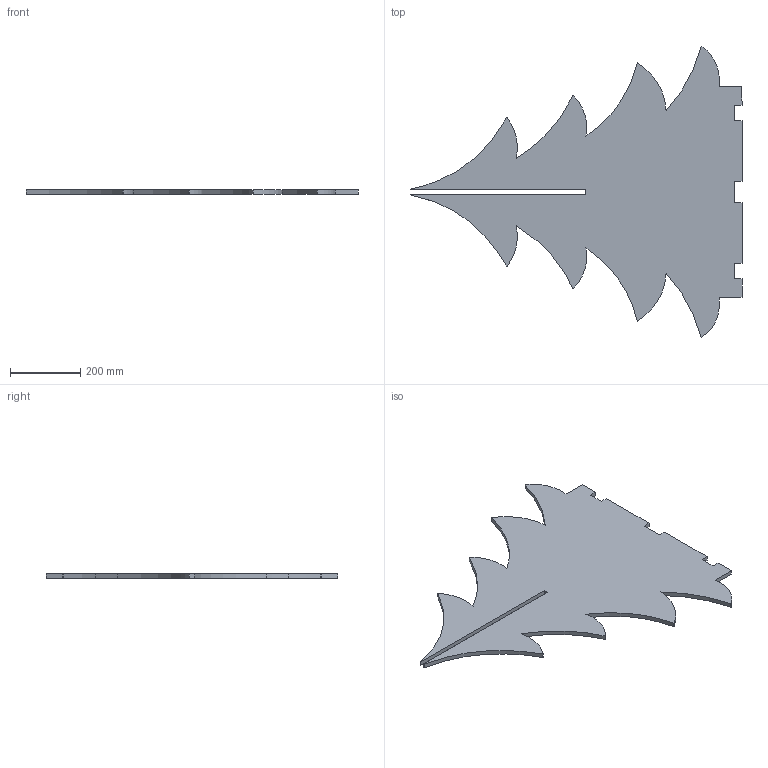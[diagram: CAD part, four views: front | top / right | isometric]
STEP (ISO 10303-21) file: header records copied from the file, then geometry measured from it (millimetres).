
FILE_DESCRIPTION (( 'STEP AP214' ), '1' );
FILE_NAME ('Jetsontree_A.STEP', '2019-12-19T11:48:12', ( '' ), ( '' ), 'SwSTEP 2.0', 'SolidWorks 2019', '' );
FILE_SCHEMA (( 'AUTOMOTIVE_DESIGN' ));
Length unit declared in the file: millimetre
Products named in the file (1): Jetsontree_A
Bounding box: 944.47 x 828.63 x 12 mm (x, y, z)
Volume: 4529156.4 mm3; surface area: 815976.9 mm2
Topology: 1 solids, 1 shells, 48 faces, 138 edges, 92 vertices
Faces by surface type: plane 20, bspline 16, cylinder 12
Entity records: 1632 total; most frequent: CARTESIAN_POINT 423, ORIENTED_EDGE 276, DIRECTION 196, EDGE_CURVE 138, VERTEX_POINT 92, LINE 82, VECTOR 82, AXIS2_PLACEMENT_3D 57
